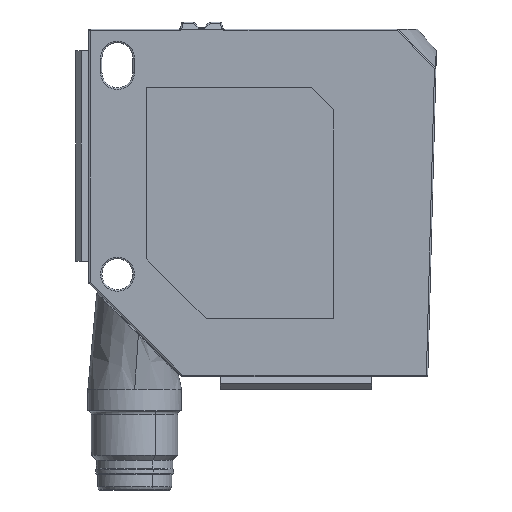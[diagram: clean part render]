
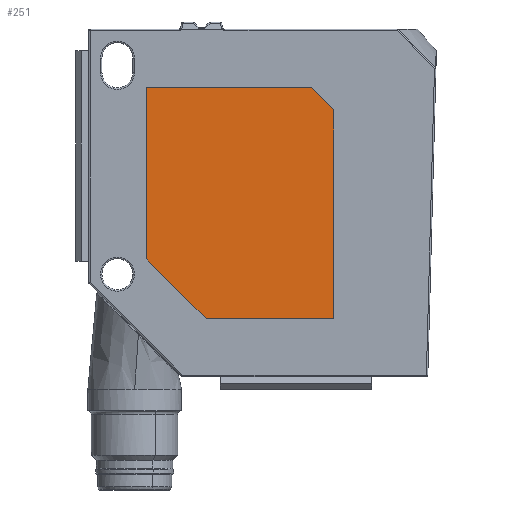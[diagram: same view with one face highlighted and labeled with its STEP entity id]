
A CAD part, front view. The second image highlights one B-rep face of the part: STEP entity #251.
In plain terms, the highlighted planar face has unit normal (0, -1, 0).
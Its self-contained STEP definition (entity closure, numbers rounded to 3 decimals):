
#251=ADVANCED_FACE('Corps principal',(#797),#798,.T.);
#797=FACE_OUTER_BOUND('',#3705,.T.);
#798=PLANE('',#3706);
#3705=EDGE_LOOP('',(#5860,#5861,#5862,#5863,#5864,#5865));
#3706=AXIS2_PLACEMENT_3D('',#5866,#5867,#5868);
#5860=ORIENTED_EDGE('',*,*,#7045,.T.);
#5861=ORIENTED_EDGE('',*,*,#7043,.T.);
#5862=ORIENTED_EDGE('',*,*,#7041,.T.);
#5863=ORIENTED_EDGE('',*,*,#7039,.T.);
#5864=ORIENTED_EDGE('',*,*,#7048,.T.);
#5865=ORIENTED_EDGE('',*,*,#7047,.T.);
#5866=CARTESIAN_POINT('',(45.802,-17.163,5.863));
#5867=DIRECTION('',(0.,-1.0,0.));
#5868=DIRECTION('',(-1.0,0.,0.0));
#7039=EDGE_CURVE('',#8009,#8011,#8013,.F.);
#7041=EDGE_CURVE('',#8014,#8009,#8016,.F.);
#7043=EDGE_CURVE('',#8017,#8014,#8019,.F.);
#7045=EDGE_CURVE('',#8020,#8017,#8022,.F.);
#7047=EDGE_CURVE('',#8023,#8020,#8025,.F.);
#7048=EDGE_CURVE('',#8011,#8023,#8026,.F.);
#8009=VERTEX_POINT('',#9992);
#8011=VERTEX_POINT('',#9995);
#8013=LINE('',#9998,#9999);
#8014=VERTEX_POINT('',#10000);
#8016=LINE('',#10003,#10004);
#8017=VERTEX_POINT('',#10005);
#8019=LINE('',#10008,#10009);
#8020=VERTEX_POINT('',#10010);
#8022=LINE('',#10013,#10014);
#8023=VERTEX_POINT('',#10015);
#8025=LINE('',#10018,#10019);
#8026=LINE('',#10020,#10021);
#9992=CARTESIAN_POINT('',(32.102,-17.163,-9.839));
#9995=CARTESIAN_POINT('',(32.102,-17.163,19.161));
#9998=CARTESIAN_POINT('',(32.102,-17.163,4.661));
#9999=VECTOR('',#11452,1.0);
#10000=CARTESIAN_POINT('',(14.416,-17.163,-9.839));
#10003=CARTESIAN_POINT('',(23.259,-17.163,-9.839));
#10004=VECTOR('',#11454,1.0);
#10005=CARTESIAN_POINT('',(6.102,-17.163,-1.525));
#10008=CARTESIAN_POINT('',(10.259,-17.163,-5.682));
#10009=VECTOR('',#11456,1.0);
#10010=CARTESIAN_POINT('',(6.102,-17.163,22.261));
#10013=CARTESIAN_POINT('',(6.102,-17.163,10.368));
#10014=VECTOR('',#11458,1.0);
#10015=CARTESIAN_POINT('',(29.002,-17.163,22.261));
#10018=CARTESIAN_POINT('',(17.552,-17.163,22.261));
#10019=VECTOR('',#11460,1.0);
#10020=CARTESIAN_POINT('',(30.552,-17.163,20.711));
#10021=VECTOR('',#11461,1.0);
#11452=DIRECTION('',(0.0,0.0,-1.0));
#11454=DIRECTION('',(-1.0,0.,0.0));
#11456=DIRECTION('',(-0.707,0.0,0.707));
#11458=DIRECTION('',(0.0,0.0,1.0));
#11460=DIRECTION('',(1.0,0.,0.0));
#11461=DIRECTION('',(0.707,0.0,-0.707));
